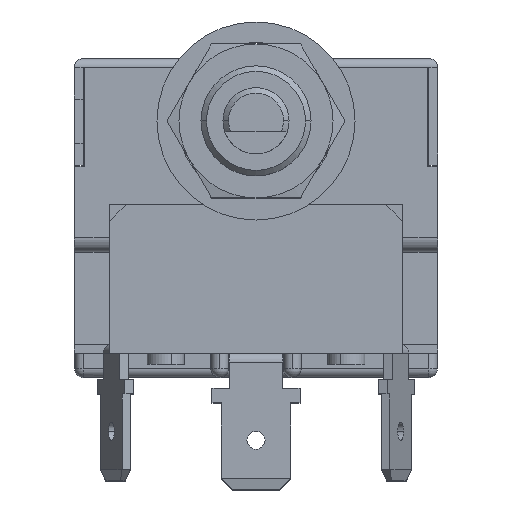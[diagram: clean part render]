
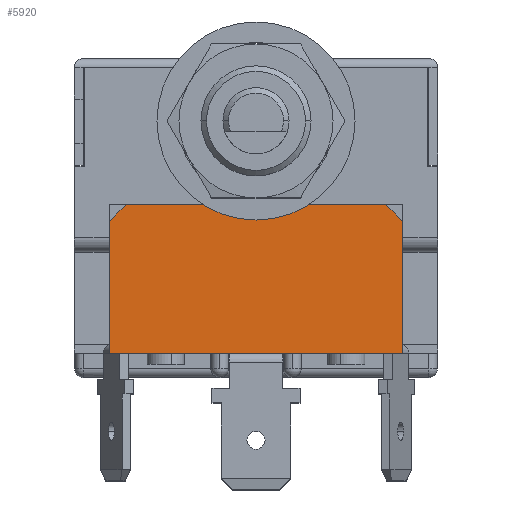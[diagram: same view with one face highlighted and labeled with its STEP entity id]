
A CAD part, top view. The second image highlights one B-rep face of the part: STEP entity #5920.
In plain terms, the highlighted planar face has unit normal (0, 0, 1).
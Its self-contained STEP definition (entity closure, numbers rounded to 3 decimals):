
#15 = FACE_OUTER_BOUND ( 'NONE', #2323, .T. ) ;
#335 = CARTESIAN_POINT ( 'NONE',  ( 13.3, -17., 9.6 ) ) ;
#1147 = VERTEX_POINT ( 'NONE', #8942 ) ;
#2247 = CARTESIAN_POINT ( 'NONE',  ( 13.3, -17., 9.6 ) ) ;
#2280 = VECTOR ( 'NONE', #3257, 1000. ) ;
#2323 = EDGE_LOOP ( 'NONE', ( #2394, #3774, #7922, #6972, #4077, #6573 ) ) ;
#2394 = ORIENTED_EDGE ( 'NONE', *, *, #9563, .T. ) ;
#2411 = VECTOR ( 'NONE', #4453, 1000. ) ;
#2732 = CARTESIAN_POINT ( 'NONE',  ( -13.3, -3.5, 9.6 ) ) ;
#3248 = VERTEX_POINT ( 'NONE', #10396 ) ;
#3257 = DIRECTION ( 'NONE',  ( 1., 0., 0. ) ) ;
#3264 = DIRECTION ( 'NONE',  ( 0., 0., -1. ) ) ;
#3774 = ORIENTED_EDGE ( 'NONE', *, *, #8744, .T. ) ;
#3985 = CARTESIAN_POINT ( 'NONE',  ( -13.3, -17., 9.6 ) ) ;
#4077 = ORIENTED_EDGE ( 'NONE', *, *, #10285, .T. ) ;
#4262 = LINE ( 'NONE', #3985, #2280 ) ;
#4428 = AXIS2_PLACEMENT_3D ( 'NONE', #4893, #3264, #8272 ) ;
#4453 = DIRECTION ( 'NONE',  ( -1., 0., 0. ) ) ;
#4893 = CARTESIAN_POINT ( 'NONE',  ( -13.3, -3.5, 9.6 ) ) ;
#5185 = LINE ( 'NONE', #2247, #7785 ) ;
#5650 = CARTESIAN_POINT ( 'NONE',  ( -13.3, -5., 9.6 ) ) ;
#5800 = VECTOR ( 'NONE', #6603, 1000. ) ;
#5865 = LINE ( 'NONE', #5650, #6126 ) ;
#5920 = ADVANCED_FACE ( 'NONE', ( #15 ), #9885, .F. ) ;
#5934 = LINE ( 'NONE', #9119, #5800 ) ;
#6126 = VECTOR ( 'NONE', #9765, 1000. ) ;
#6431 = VERTEX_POINT ( 'NONE', #8848 ) ;
#6573 = ORIENTED_EDGE ( 'NONE', *, *, #10157, .T. ) ;
#6603 = DIRECTION ( 'NONE',  ( 0., -1., 0. ) ) ;
#6972 = ORIENTED_EDGE ( 'NONE', *, *, #7736, .T. ) ;
#7736 = EDGE_CURVE ( 'NONE', #1147, #8685, #5865, .T. ) ;
#7785 = VECTOR ( 'NONE', #10499, 1000. ) ;
#7835 = CARTESIAN_POINT ( 'NONE',  ( 13.3, -5., 9.6 ) ) ;
#7922 = ORIENTED_EDGE ( 'NONE', *, *, #10389, .T. ) ;
#7930 = VECTOR ( 'NONE', #10523, 1000. ) ;
#8272 = DIRECTION ( 'NONE',  ( -1., 0., 0. ) ) ;
#8679 = LINE ( 'NONE', #2732, #2411 ) ;
#8685 = VERTEX_POINT ( 'NONE', #8802 ) ;
#8744 = EDGE_CURVE ( 'NONE', #9890, #6431, #9902, .T. ) ;
#8773 = CARTESIAN_POINT ( 'NONE',  ( 11.8, -3.5, 9.6 ) ) ;
#8802 = CARTESIAN_POINT ( 'NONE',  ( -13.3, -5., 9.6 ) ) ;
#8848 = CARTESIAN_POINT ( 'NONE',  ( 11.8, -3.5, 9.6 ) ) ;
#8942 = CARTESIAN_POINT ( 'NONE',  ( -11.8, -3.5, 9.6 ) ) ;
#9119 = CARTESIAN_POINT ( 'NONE',  ( -13.3, -17., 9.6 ) ) ;
#9563 = EDGE_CURVE ( 'NONE', #10561, #9890, #5185, .T. ) ;
#9765 = DIRECTION ( 'NONE',  ( -0.707, -0.707, 0. ) ) ;
#9885 = PLANE ( 'NONE',  #4428 ) ;
#9890 = VERTEX_POINT ( 'NONE', #7835 ) ;
#9902 = LINE ( 'NONE', #8773, #7930 ) ;
#10157 = EDGE_CURVE ( 'NONE', #3248, #10561, #4262, .T. ) ;
#10285 = EDGE_CURVE ( 'NONE', #8685, #3248, #5934, .T. ) ;
#10389 = EDGE_CURVE ( 'NONE', #6431, #1147, #8679, .T. ) ;
#10396 = CARTESIAN_POINT ( 'NONE',  ( -13.3, -17., 9.6 ) ) ;
#10499 = DIRECTION ( 'NONE',  ( 0., 1., 0. ) ) ;
#10523 = DIRECTION ( 'NONE',  ( -0.707, 0.707, 0. ) ) ;
#10561 = VERTEX_POINT ( 'NONE', #335 ) ;
